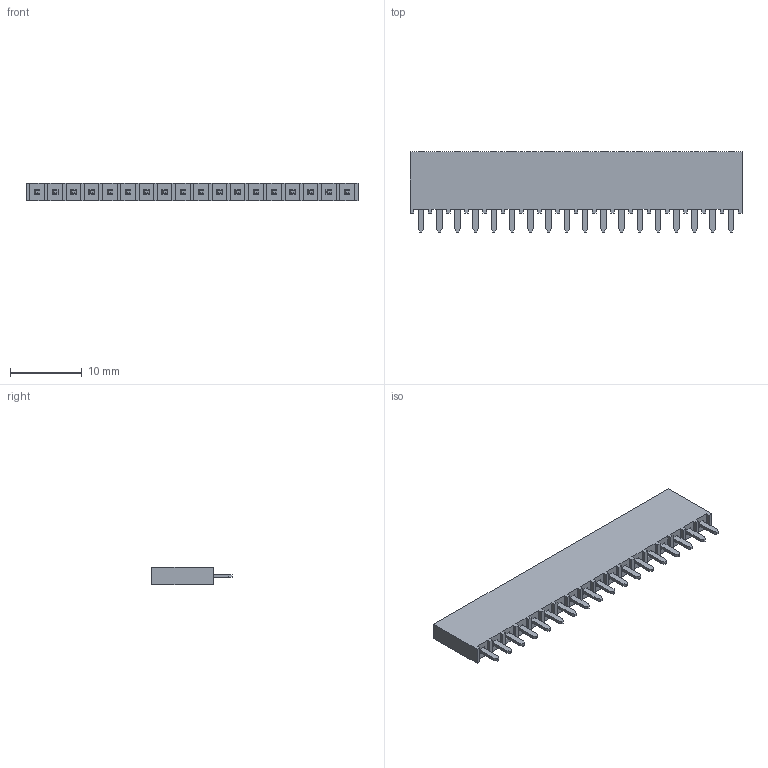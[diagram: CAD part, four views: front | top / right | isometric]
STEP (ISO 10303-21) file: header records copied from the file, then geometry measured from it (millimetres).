
FILE_DESCRIPTION( ( 'STEP AP214' ), ' ' );
FILE_NAME( 'SSW-118-01-G-S.stp', '2018-05-13T19:16:28', ( '' ), ( '' ), ' ', 'PARTsolutions', ' ' );
FILE_SCHEMA( ( 'AUTOMOTIVE_DESIGN { 1 0 10303 214 1 1 1 1 }' ) );
Length unit declared in the file: inch
Products named in the file (3): SSW-118-01-G-S; _SSW-118-01-G-S_terminal; _SSW-118-01-G-S_pin
Assembly tree (2 placements, depth 2):
  SSW-118-01-G-S
    _SSW-118-01-G-S_terminal
    _SSW-118-01-G-S_pin
Bounding box: 46.23 x 11.15 x 2.41 mm (x, y, z)
Volume: 841.4 mm3; surface area: 1753.5 mm2
Topology: 2 solids, 2 shells, 282 faces, 780 edges, 520 vertices
Faces by surface type: plane 282
Entity records: 11186 total; most frequent: CARTESIAN_POINT 1585, ORIENTED_EDGE 1560, DIRECTION 1350, EDGE_CURVE 780, LINE 780, VECTOR 780, VERTEX_POINT 520, EDGE_LOOP 336
